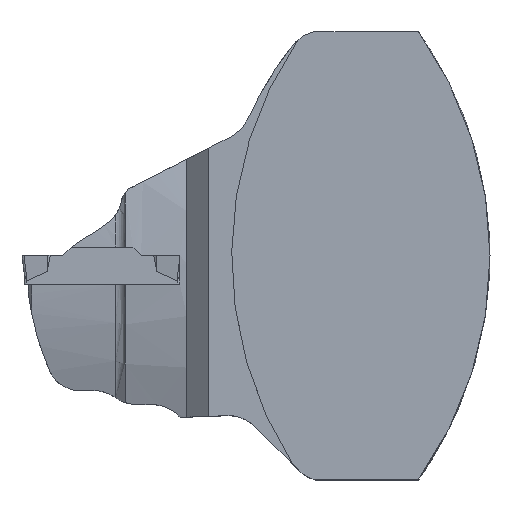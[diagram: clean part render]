
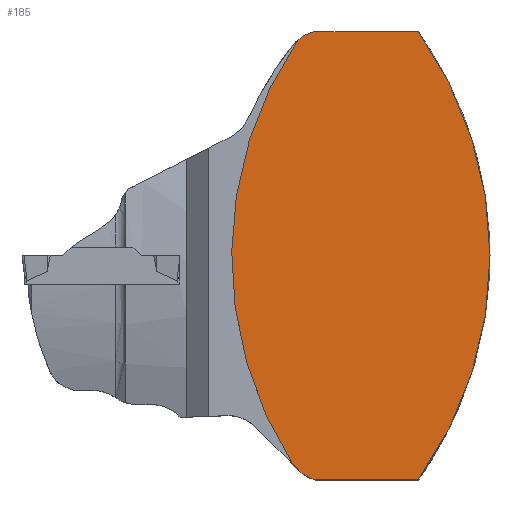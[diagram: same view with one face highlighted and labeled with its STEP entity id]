
A CAD part, top view. The second image highlights one B-rep face of the part: STEP entity #185.
In plain terms, the highlighted planar face has unit normal (0, 0, 1).
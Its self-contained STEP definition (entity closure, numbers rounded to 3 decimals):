
#122=PLANE('',#1655);
#185=ADVANCED_FACE('',(#280),#122,.F.);
#280=FACE_OUTER_BOUND('',#354,.T.);
#354=EDGE_LOOP('',(#677,#678,#679,#680,#681,#682,#683));
#472=CIRCLE('',#1624,60.25);
#477=CIRCLE('',#1640,60.25);
#478=CIRCLE('',#1650,6.1);
#479=CIRCLE('',#1654,6.5);
#677=ORIENTED_EDGE('',*,*,#1168,.F.);
#678=ORIENTED_EDGE('',*,*,#1131,.T.);
#679=ORIENTED_EDGE('',*,*,#1167,.T.);
#680=ORIENTED_EDGE('',*,*,#1165,.T.);
#681=ORIENTED_EDGE('',*,*,#1116,.T.);
#682=ORIENTED_EDGE('',*,*,#1155,.F.);
#683=ORIENTED_EDGE('',*,*,#1145,.F.);
#968=VERTEX_POINT('',#2318);
#969=VERTEX_POINT('',#2319);
#981=VERTEX_POINT('',#2349);
#982=VERTEX_POINT('',#2350);
#989=VERTEX_POINT('',#2402);
#990=VERTEX_POINT('',#2404);
#994=VERTEX_POINT('',#2441);
#1116=EDGE_CURVE('',#968,#969,#1283,.T.);
#1131=EDGE_CURVE('',#981,#982,#472,.T.);
#1145=EDGE_CURVE('',#989,#990,#1300,.T.);
#1155=EDGE_CURVE('',#990,#969,#477,.T.);
#1165=EDGE_CURVE('',#994,#968,#478,.T.);
#1167=EDGE_CURVE('',#982,#994,#1316,.T.);
#1168=EDGE_CURVE('',#981,#989,#479,.T.);
#1283=LINE('',#2317,#1408);
#1300=LINE('',#2403,#1425);
#1316=LINE('',#2444,#1441);
#1408=VECTOR('',#1797,1.);
#1425=VECTOR('',#1846,1.);
#1441=VECTOR('',#1902,1.);
#1624=AXIS2_PLACEMENT_3D('',#2348,#1823,#1824);
#1640=AXIS2_PLACEMENT_3D('',#2421,#1868,#1869);
#1650=AXIS2_PLACEMENT_3D('',#2440,#1897,#1898);
#1654=AXIS2_PLACEMENT_3D('',#2447,#1907,#1908);
#1655=AXIS2_PLACEMENT_3D('',#2448,#1909,#1910);
#1797=DIRECTION('',(1.,0.,0.));
#1823=DIRECTION('',(0.,0.,1.));
#1824=DIRECTION('',(-1.,0.,0.));
#1846=DIRECTION('',(1.,0.,0.));
#1868=DIRECTION('',(0.,0.,-1.));
#1869=DIRECTION('',(-1.,0.,0.));
#1897=DIRECTION('',(0.,0.,1.));
#1898=DIRECTION('',(-1.,0.,0.));
#1902=DIRECTION('',(0.703,-0.711,0.));
#1907=DIRECTION('',(0.,0.,-1.));
#1908=DIRECTION('',(-1.,0.,0.));
#1909=DIRECTION('',(0.,0.,-1.));
#1910=DIRECTION('',(-1.,0.,0.));
#2317=CARTESIAN_POINT('',(20.25,-35.,0.));
#2318=CARTESIAN_POINT('',(-7.228,-35.,0.));
#2319=CARTESIAN_POINT('',(8.891,-35.,0.));
#2348=CARTESIAN_POINT('',(40.,0.,0.));
#2349=CARTESIAN_POINT('',(-9.932,33.718,0.));
#2350=CARTESIAN_POINT('',(-10.67,-32.597,0.));
#2402=CARTESIAN_POINT('',(-7.4,35.,0.));
#2403=CARTESIAN_POINT('',(20.25,35.,0.));
#2404=CARTESIAN_POINT('',(8.891,35.,0.));
#2421=CARTESIAN_POINT('',(-40.15,0.,0.));
#2440=CARTESIAN_POINT('',(-5.5,-29.15,0.));
#2441=CARTESIAN_POINT('',(-9.837,-33.44,0.));
#2444=CARTESIAN_POINT('',(-9.837,-33.44,0.));
#2447=CARTESIAN_POINT('',(-5.8,28.7,0.));
#2448=CARTESIAN_POINT('',(0.,0.,0.));
